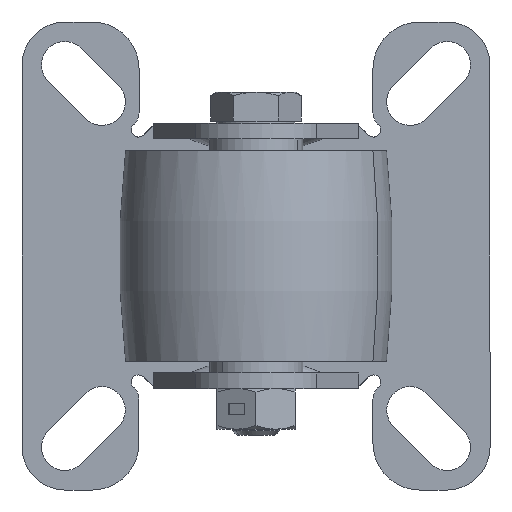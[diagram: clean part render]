
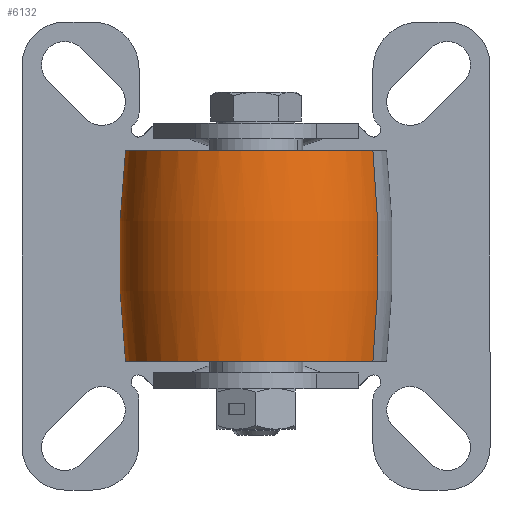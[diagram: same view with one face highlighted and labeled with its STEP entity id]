
A CAD part, front view. The second image highlights one B-rep face of the part: STEP entity #6132.
In plain terms, the highlighted toroidal (fillet/blend) face has major radius 104.375 mm and minor radius 121.875 mm.
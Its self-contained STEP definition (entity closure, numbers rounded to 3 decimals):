
#322 = CARTESIAN_POINT ( 'NONE',  ( 14.989, -42.977, 13.5 ) ) ;
#602 = CARTESIAN_POINT ( 'NONE',  ( 0., -35.5, 13.5 ) ) ;
#882 = VERTEX_POINT ( 'NONE', #11309 ) ;
#1333 = EDGE_CURVE ( 'NONE', #3221, #5277, #11423, .T. ) ;
#1795 = EDGE_CURVE ( 'NONE', #3221, #882, #5862, .T. ) ;
#2006 = AXIS2_PLACEMENT_3D ( 'NONE', #9601, #7567, #4646 ) ;
#2406 = TOROIDAL_SURFACE ( 'NONE', #11311, -104.375, 121.875 ) ;
#2993 = EDGE_CURVE ( 'NONE', #882, #7208, #6372, .T. ) ;
#3037 = DIRECTION ( 'NONE',  ( -0.446, -0.895, 0. ) ) ;
#3118 = CARTESIAN_POINT ( 'NONE',  ( -93.399, 11.092, 0. ) ) ;
#3206 = DIRECTION ( 'NONE',  ( 0.895, -0.446, 0. ) ) ;
#3221 = VERTEX_POINT ( 'NONE', #6536 ) ;
#3506 = EDGE_LOOP ( 'NONE', ( #8482, #3700, #8415, #12118 ) ) ;
#3700 = ORIENTED_EDGE ( 'NONE', *, *, #1795, .T. ) ;
#4646 = DIRECTION ( 'NONE',  ( -0.895, 0.446, 0. ) ) ;
#5277 = VERTEX_POINT ( 'NONE', #6165 ) ;
#5597 = DIRECTION ( 'NONE',  ( 0., 0., 1. ) ) ;
#5670 = EDGE_CURVE ( 'NONE', #5277, #7208, #8980, .T. ) ;
#5862 = CIRCLE ( 'NONE', #11478, 16.75 ) ;
#6132 = ADVANCED_FACE ( 'NONE', ( #7837 ), #2406, .T. ) ;
#6165 = CARTESIAN_POINT ( 'NONE',  ( -14.989, -28.023, 13.5 ) ) ;
#6372 = CIRCLE ( 'NONE', #8145, 121.875 ) ;
#6536 = CARTESIAN_POINT ( 'NONE',  ( -14.989, -28.023, -13.5 ) ) ;
#6611 = DIRECTION ( 'NONE',  ( 0., 0., 1. ) ) ;
#7208 = VERTEX_POINT ( 'NONE', #322 ) ;
#7460 = DIRECTION ( 'NONE',  ( 0.895, -0.446, 0. ) ) ;
#7567 = DIRECTION ( 'NONE',  ( 0.446, 0.895, 0. ) ) ;
#7837 = FACE_OUTER_BOUND ( 'NONE', #3506, .T. ) ;
#8145 = AXIS2_PLACEMENT_3D ( 'NONE', #3118, #3037, #3206 ) ;
#8415 = ORIENTED_EDGE ( 'NONE', *, *, #2993, .T. ) ;
#8482 = ORIENTED_EDGE ( 'NONE', *, *, #1333, .F. ) ;
#8980 = CIRCLE ( 'NONE', #11392, 16.75 ) ;
#9601 = CARTESIAN_POINT ( 'NONE',  ( 93.399, -82.092, 0. ) ) ;
#10529 = DIRECTION ( 'NONE',  ( 0.895, -0.446, 0. ) ) ;
#10717 = CARTESIAN_POINT ( 'NONE',  ( 0., -35.5, 0. ) ) ;
#10833 = DIRECTION ( 'NONE',  ( 0., 0., 1. ) ) ;
#11309 = CARTESIAN_POINT ( 'NONE',  ( 14.989, -42.977, -13.5 ) ) ;
#11311 = AXIS2_PLACEMENT_3D ( 'NONE', #10717, #10833, #11815 ) ;
#11392 = AXIS2_PLACEMENT_3D ( 'NONE', #602, #6611, #7460 ) ;
#11423 = CIRCLE ( 'NONE', #2006, 121.875 ) ;
#11478 = AXIS2_PLACEMENT_3D ( 'NONE', #11589, #5597, #10529 ) ;
#11589 = CARTESIAN_POINT ( 'NONE',  ( 0., -35.5, -13.5 ) ) ;
#11815 = DIRECTION ( 'NONE',  ( 0.895, -0.446, 0. ) ) ;
#12118 = ORIENTED_EDGE ( 'NONE', *, *, #5670, .F. ) ;
